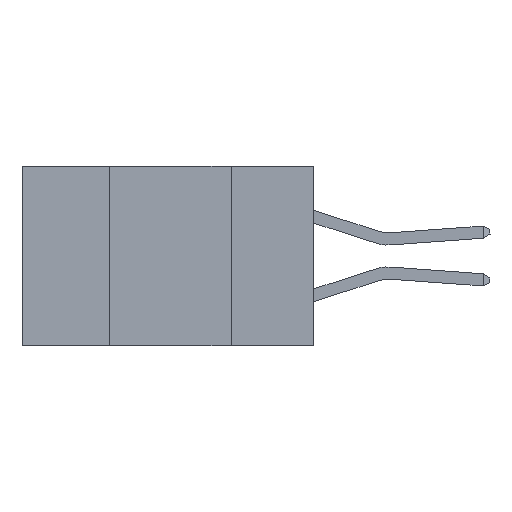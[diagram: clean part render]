
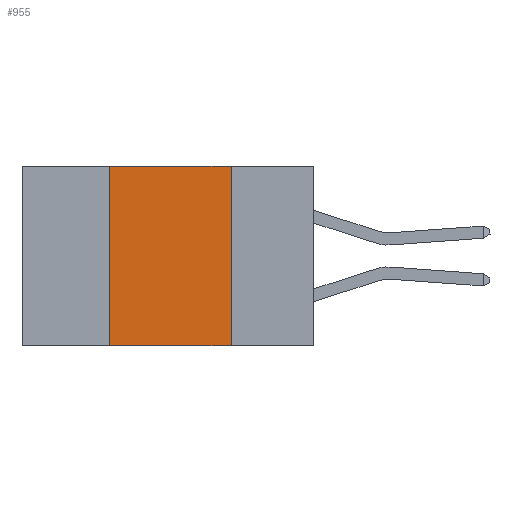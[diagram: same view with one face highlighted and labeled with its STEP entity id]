
A CAD part, left-side view. The second image highlights one B-rep face of the part: STEP entity #955.
In plain terms, the highlighted planar face has unit normal (-1, 0, 0).
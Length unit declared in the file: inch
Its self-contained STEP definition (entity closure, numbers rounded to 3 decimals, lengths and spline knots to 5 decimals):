
#114 = VERTEX_POINT ( 'NONE', #9058 ) ;
#431 = EDGE_CURVE ( 'NONE', #3763, #114, #1332, .T. ) ;
#793 = CARTESIAN_POINT ( 'NONE',  ( 0., 0.42, 0. ) ) ;
#954 = ORIENTED_EDGE ( 'NONE', *, *, #431, .F. ) ;
#955 = ADVANCED_FACE ( 'NONE', ( #3109 ), #2079, .F. ) ;
#1332 = LINE ( 'NONE', #8071, #2279 ) ;
#1353 = EDGE_LOOP ( 'NONE', ( #954, #6221, #8940, #8245 ) ) ;
#1402 = AXIS2_PLACEMENT_3D ( 'NONE', #5566, #5406, #9659 ) ;
#1543 = EDGE_CURVE ( 'NONE', #5955, #114, #4023, .T. ) ;
#1666 = CARTESIAN_POINT ( 'NONE',  ( 0., 0.6, -0.37 ) ) ;
#2079 = PLANE ( 'NONE',  #1402 ) ;
#2279 = VECTOR ( 'NONE', #8017, 39.37008 ) ;
#2416 = VECTOR ( 'NONE', #5862, 39.37008 ) ;
#2621 = VECTOR ( 'NONE', #3861, 39.37008 ) ;
#3109 = FACE_OUTER_BOUND ( 'NONE', #1353, .T. ) ;
#3763 = VERTEX_POINT ( 'NONE', #4881 ) ;
#3861 = DIRECTION ( 'NONE',  ( 0., -1., 0. ) ) ;
#4023 = LINE ( 'NONE', #1666, #9471 ) ;
#4881 = CARTESIAN_POINT ( 'NONE',  ( 0., 0.17, 0. ) ) ;
#5002 = DIRECTION ( 'NONE',  ( 0., -1., 0. ) ) ;
#5332 = CARTESIAN_POINT ( 'NONE',  ( 0., 0.6, 0. ) ) ;
#5406 = DIRECTION ( 'NONE',  ( 1., 0., 0. ) ) ;
#5566 = CARTESIAN_POINT ( 'NONE',  ( 0., 0.6, 0. ) ) ;
#5862 = DIRECTION ( 'NONE',  ( 0., 0., 1. ) ) ;
#5955 = VERTEX_POINT ( 'NONE', #7949 ) ;
#6221 = ORIENTED_EDGE ( 'NONE', *, *, #7663, .F. ) ;
#6641 = VERTEX_POINT ( 'NONE', #793 ) ;
#6789 = LINE ( 'NONE', #9385, #2416 ) ;
#6979 = LINE ( 'NONE', #5332, #2621 ) ;
#7098 = EDGE_CURVE ( 'NONE', #5955, #6641, #6789, .T. ) ;
#7663 = EDGE_CURVE ( 'NONE', #6641, #3763, #6979, .T. ) ;
#7949 = CARTESIAN_POINT ( 'NONE',  ( 0., 0.42, -0.37 ) ) ;
#8017 = DIRECTION ( 'NONE',  ( 0., 0., -1. ) ) ;
#8071 = CARTESIAN_POINT ( 'NONE',  ( 0., 0.17, 0. ) ) ;
#8245 = ORIENTED_EDGE ( 'NONE', *, *, #1543, .T. ) ;
#8940 = ORIENTED_EDGE ( 'NONE', *, *, #7098, .F. ) ;
#9058 = CARTESIAN_POINT ( 'NONE',  ( 0., 0.17, -0.37 ) ) ;
#9385 = CARTESIAN_POINT ( 'NONE',  ( 0., 0.42, 0. ) ) ;
#9471 = VECTOR ( 'NONE', #5002, 39.37008 ) ;
#9659 = DIRECTION ( 'NONE',  ( 0., 0., -1. ) ) ;
